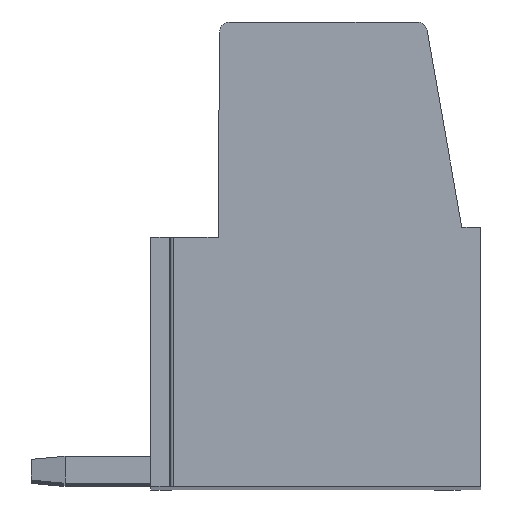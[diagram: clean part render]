
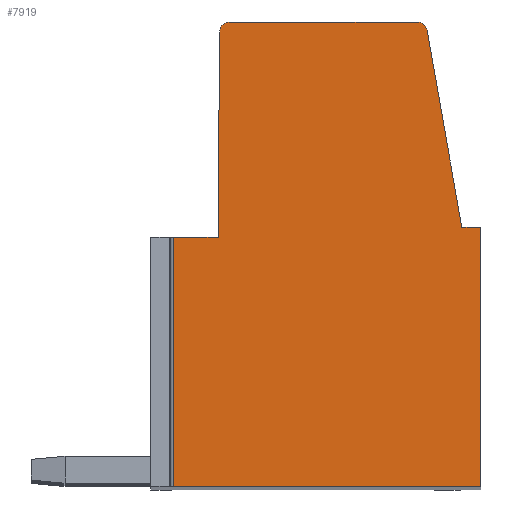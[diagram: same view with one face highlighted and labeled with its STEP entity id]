
A CAD part, top view. The second image highlights one B-rep face of the part: STEP entity #7919.
In plain terms, the highlighted planar face has unit normal (0, 0, 1).
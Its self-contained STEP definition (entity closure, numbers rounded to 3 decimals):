
#1387=DIRECTION('',(0.,1.,0.));
#1388=VECTOR('',#1387,7.4);
#1389=CARTESIAN_POINT('',(-4.225,-7.4,2.5));
#1390=LINE('',#1389,#1388);
#1391=DIRECTION('',(-1.,0.,0.));
#1392=VECTOR('',#1391,1.325);
#1393=CARTESIAN_POINT('',(-2.9,0.,2.5));
#1394=LINE('',#1393,#1392);
#1395=DIRECTION('',(-0.007,-1.,0.));
#1396=VECTOR('',#1395,6.1);
#1397=CARTESIAN_POINT('',(-2.859,6.1,2.5));
#1398=LINE('',#1397,#1396);
#1399=CARTESIAN_POINT('',(-2.557,6.098,2.5));
#1400=DIRECTION('',(0.,0.,1.));
#1401=DIRECTION('',(0.,1.,0.));
#1402=AXIS2_PLACEMENT_3D('',#1399,#1400,#1401);
#1404=DIRECTION('',(-1.,0.,0.));
#1405=VECTOR('',#1404,5.57);
#1406=CARTESIAN_POINT('',(3.013,6.4,2.5));
#1407=LINE('',#1406,#1405);
#1408=CARTESIAN_POINT('',(3.013,6.098,2.5));
#1409=DIRECTION('',(0.,0.,1.));
#1410=DIRECTION('',(0.985,0.173,0.));
#1411=AXIS2_PLACEMENT_3D('',#1408,#1409,#1410);
#1413=DIRECTION('',(-0.173,0.985,0.));
#1414=VECTOR('',#1413,5.94);
#1415=CARTESIAN_POINT('',(4.34,0.3,2.5));
#1416=LINE('',#1415,#1414);
#1417=DIRECTION('',(-1.,0.,0.));
#1418=VECTOR('',#1417,0.56);
#1419=CARTESIAN_POINT('',(4.9,0.3,2.5));
#1420=LINE('',#1419,#1418);
#1421=DIRECTION('',(0.,1.,0.));
#1422=VECTOR('',#1421,7.7);
#1423=CARTESIAN_POINT('',(4.9,-7.4,2.5));
#1424=LINE('',#1423,#1422);
#1425=DIRECTION('',(1.,0.,0.));
#1426=VECTOR('',#1425,9.125);
#1427=CARTESIAN_POINT('',(-4.225,-7.4,2.5));
#1428=LINE('',#1427,#1426);
#4677=CARTESIAN_POINT('',(4.9,-7.4,2.5));
#4678=CARTESIAN_POINT('',(4.9,0.3,2.5));
#4679=VERTEX_POINT('',#4677);
#4680=VERTEX_POINT('',#4678);
#4681=CARTESIAN_POINT('',(4.34,0.3,2.5));
#4682=VERTEX_POINT('',#4681);
#4683=CARTESIAN_POINT('',(3.311,6.15,2.5));
#4684=VERTEX_POINT('',#4683);
#4685=CARTESIAN_POINT('',(3.013,6.4,2.5));
#4686=VERTEX_POINT('',#4685);
#4687=CARTESIAN_POINT('',(-2.557,6.4,2.5));
#4688=VERTEX_POINT('',#4687);
#4689=CARTESIAN_POINT('',(-2.859,6.1,2.5));
#4690=VERTEX_POINT('',#4689);
#4691=CARTESIAN_POINT('',(-2.9,0.,2.5));
#4692=VERTEX_POINT('',#4691);
#4737=CARTESIAN_POINT('',(-4.225,-7.4,2.5));
#4738=CARTESIAN_POINT('',(-4.225,0.,2.5));
#4739=VERTEX_POINT('',#4737);
#4740=VERTEX_POINT('',#4738);
#7895=CARTESIAN_POINT('',(0.,0.,2.5));
#7896=DIRECTION('',(0.,0.,1.));
#7897=DIRECTION('',(1.,0.,0.));
#7898=AXIS2_PLACEMENT_3D('',#7895,#7896,#7897);
#7899=PLANE('',#7898);
#7900=ORIENTED_EDGE('',*,*,#7887,.T.);
#7901=ORIENTED_EDGE('',*,*,#5998,.F.);
#7903=ORIENTED_EDGE('',*,*,#7902,.F.);
#7905=ORIENTED_EDGE('',*,*,#7904,.F.);
#7907=ORIENTED_EDGE('',*,*,#7906,.F.);
#7909=ORIENTED_EDGE('',*,*,#7908,.F.);
#7911=ORIENTED_EDGE('',*,*,#7910,.F.);
#7913=ORIENTED_EDGE('',*,*,#7912,.F.);
#7915=ORIENTED_EDGE('',*,*,#7914,.F.);
#7916=ORIENTED_EDGE('',*,*,#6156,.F.);
#7917=EDGE_LOOP('',(#7900,#7901,#7903,#7905,#7907,#7909,#7911,#7913,#7915,
#7916));
#7918=FACE_OUTER_BOUND('',#7917,.F.);
#1403=CIRCLE('',#1402,0.302);
#1412=CIRCLE('',#1411,0.302);
#5998=EDGE_CURVE('',#4692,#4740,#1394,.T.);
#6156=EDGE_CURVE('',#4739,#4679,#1428,.T.);
#7887=EDGE_CURVE('',#4739,#4740,#1390,.T.);
#7902=EDGE_CURVE('',#4690,#4692,#1398,.T.);
#7904=EDGE_CURVE('',#4688,#4690,#1403,.T.);
#7906=EDGE_CURVE('',#4686,#4688,#1407,.T.);
#7908=EDGE_CURVE('',#4684,#4686,#1412,.T.);
#7910=EDGE_CURVE('',#4682,#4684,#1416,.T.);
#7912=EDGE_CURVE('',#4680,#4682,#1420,.T.);
#7914=EDGE_CURVE('',#4679,#4680,#1424,.T.);
#7919=ADVANCED_FACE('',(#7918),#7899,.T.);
